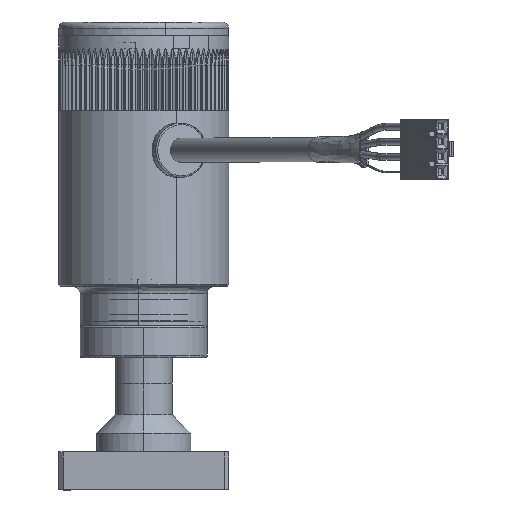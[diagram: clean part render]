
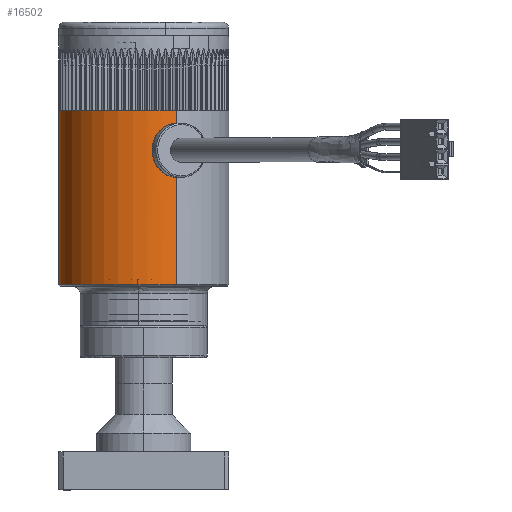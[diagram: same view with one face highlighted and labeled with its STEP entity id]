
A CAD part, top view. The second image highlights one B-rep face of the part: STEP entity #16502.
In plain terms, the highlighted cylindrical face has radius 14.287 mm (diameter 28.575 mm), a partial arc.
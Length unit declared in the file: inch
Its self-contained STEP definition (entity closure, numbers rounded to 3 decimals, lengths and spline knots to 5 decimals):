
#1287 = CARTESIAN_POINT ( 'NONE',  ( 0.17279, 1.4122, 0.53537 ) ) ;
#1531 = CARTESIAN_POINT ( 'NONE',  ( 0.07914, 1.55429, 0.5569 ) ) ;
#1777 = CARTESIAN_POINT ( 'NONE',  ( 0.18105, 1.68046, 0.53264 ) ) ;
#1942 = VECTOR ( 'NONE', #13279, 39.37008 ) ;
#3750 = CYLINDRICAL_SURFACE ( 'NONE', #70449, 0.5625 ) ;
#3934 = CARTESIAN_POINT ( 'NONE',  ( 0.21526, 1.809, 0.51968 ) ) ;
#5074 = ORIENTED_EDGE ( 'NONE', *, *, #35371, .T. ) ;
#5593 = CARTESIAN_POINT ( 'NONE',  ( 0.21526, 0.655, 0.51968 ) ) ;
#6435 = DIRECTION ( 'NONE',  ( 0.383, 0., 0.924 ) ) ;
#7168 = CARTESIAN_POINT ( 'NONE',  ( 0.14874, 1.42353, 0.54253 ) ) ;
#7412 = CARTESIAN_POINT ( 'NONE',  ( 0.08373, 1.58134, 0.55624 ) ) ;
#7655 = CARTESIAN_POINT ( 'NONE',  ( 0.20668, 1.685, 0.52323 ) ) ;
#8447 = VERTEX_POINT ( 'NONE', #72522 ) ;
#10796 = AXIS2_PLACEMENT_3D ( 'NONE', #11259, #51954, #17098 ) ;
#11259 = CARTESIAN_POINT ( 'NONE',  ( 0., 0.655, 0. ) ) ;
#11463 = CIRCLE ( 'NONE', #75286, 0.5625 ) ;
#12761 = CARTESIAN_POINT ( 'NONE',  ( 0.20668, 1.405, 0.52323 ) ) ;
#12978 = VERTEX_POINT ( 'NONE', #5593 ) ;
#13022 = CARTESIAN_POINT ( 'NONE',  ( 0.12684, 1.43956, 0.54805 ) ) ;
#13273 = CARTESIAN_POINT ( 'NONE',  ( 0.09362, 1.60717, 0.55467 ) ) ;
#13279 = DIRECTION ( 'NONE',  ( 0., -1., 0. ) ) ;
#16502 = ADVANCED_FACE ( 'NONE', ( #53844 ), #3750, .T. ) ;
#17036 = VERTEX_POINT ( 'NONE', #18034 ) ;
#17098 = DIRECTION ( 'NONE',  ( 0.383, 0., 0.924 ) ) ;
#18034 = CARTESIAN_POINT ( 'NONE',  ( -0.21526, 1.809, -0.51968 ) ) ;
#18106 = B_SPLINE_CURVE_WITH_KNOTS ( 'NONE', 3,
 ( #18595, #12761, #71056, #36122, #1287, #41951, #7168, #47857, #13022, #53730, #18851, #59558, #24703, #65436, #30548, #71313, #36367, #1531, #42212, #7412, #48096, #13273, #53982, #19079, #59802, #24943, #65677, #30783, #71560, #36624, #1777, #42464, #7655, #48333 ),
 .UNSPECIFIED., .F., .F.,
 ( 4, 2, 2, 2, 2, 2, 2, 2, 2, 2, 2, 2, 2, 2, 2, 2, 4 ),
 ( 0., 0.0007, 0.00139, 0.00209, 0.00279, 0.00349, 0.00418, 0.00488, 0.00558, 0.00627, 0.00697, 0.00767, 0.00837, 0.00906, 0.00976, 0.01046, 0.01115 ),
 .UNSPECIFIED. ) ;
#18595 = CARTESIAN_POINT ( 'NONE',  ( 0.21526, 1.405, 0.51968 ) ) ;
#18851 = CARTESIAN_POINT ( 'NONE',  ( 0.1083, 1.45943, 0.552 ) ) ;
#19079 = CARTESIAN_POINT ( 'NONE',  ( 0.10816, 1.63038, 0.55203 ) ) ;
#19090 = CARTESIAN_POINT ( 'NONE',  ( -0.21526, 1.809, -0.51968 ) ) ;
#20521 = VERTEX_POINT ( 'NONE', #43146 ) ;
#23063 = EDGE_LOOP ( 'NONE', ( #71965, #5074, #23770, #23418, #52900, #70686 ) ) ;
#23418 = ORIENTED_EDGE ( 'NONE', *, *, #74033, .F. ) ;
#23770 = ORIENTED_EDGE ( 'NONE', *, *, #42603, .T. ) ;
#24703 = CARTESIAN_POINT ( 'NONE',  ( 0.09364, 1.48278, 0.55466 ) ) ;
#24943 = CARTESIAN_POINT ( 'NONE',  ( 0.12679, 1.65039, 0.54806 ) ) ;
#29874 = VECTOR ( 'NONE', #38733, 39.37008 ) ;
#30548 = CARTESIAN_POINT ( 'NONE',  ( 0.08378, 1.50844, 0.55623 ) ) ;
#30783 = CARTESIAN_POINT ( 'NONE',  ( 0.14864, 1.66641, 0.54256 ) ) ;
#31410 = CIRCLE ( 'NONE', #10796, 0.5625 ) ;
#32025 = DIRECTION ( 'NONE',  ( 0., -1., 0. ) ) ;
#33805 = VERTEX_POINT ( 'NONE', #40636 ) ;
#35371 = EDGE_CURVE ( 'NONE', #17036, #40402, #48377, .T. ) ;
#36122 = CARTESIAN_POINT ( 'NONE',  ( 0.18127, 1.40949, 0.53257 ) ) ;
#36367 = CARTESIAN_POINT ( 'NONE',  ( 0.07914, 1.53572, 0.5569 ) ) ;
#36624 = CARTESIAN_POINT ( 'NONE',  ( 0.17263, 1.67775, 0.53542 ) ) ;
#38733 = DIRECTION ( 'NONE',  ( 0., -1., 0. ) ) ;
#40402 = VERTEX_POINT ( 'NONE', #71125 ) ;
#40636 = CARTESIAN_POINT ( 'NONE',  ( 0.21526, 1.809, 0.51968 ) ) ;
#41951 = CARTESIAN_POINT ( 'NONE',  ( 0.15652, 1.41923, 0.54035 ) ) ;
#42212 = CARTESIAN_POINT ( 'NONE',  ( 0.08008, 1.56341, 0.55677 ) ) ;
#42464 = CARTESIAN_POINT ( 'NONE',  ( 0.19812, 1.68409, 0.52653 ) ) ;
#42603 = EDGE_CURVE ( 'NONE', #40402, #12978, #31410, .T. ) ;
#43146 = CARTESIAN_POINT ( 'NONE',  ( 0.21526, 1.685, 0.51968 ) ) ;
#44288 = CARTESIAN_POINT ( 'NONE',  ( 0.21526, 1.809, 0.51968 ) ) ;
#44543 = DIRECTION ( 'NONE',  ( 0., -1., 0. ) ) ;
#45324 = LINE ( 'NONE', #3934, #29874 ) ;
#47340 = EDGE_CURVE ( 'NONE', #33805, #20521, #65805, .T. ) ;
#47857 = CARTESIAN_POINT ( 'NONE',  ( 0.1339, 1.43368, 0.54638 ) ) ;
#48096 = CARTESIAN_POINT ( 'NONE',  ( 0.08648, 1.59024, 0.55582 ) ) ;
#48333 = CARTESIAN_POINT ( 'NONE',  ( 0.21526, 1.685, 0.51968 ) ) ;
#48377 = LINE ( 'NONE', #19090, #1942 ) ;
#50295 = VECTOR ( 'NONE', #44543, 39.37008 ) ;
#51954 = DIRECTION ( 'NONE',  ( 0., 1., 0. ) ) ;
#52900 = ORIENTED_EDGE ( 'NONE', *, *, #65061, .T. ) ;
#52994 = DIRECTION ( 'NONE',  ( 0., -1., 0. ) ) ;
#53730 = CARTESIAN_POINT ( 'NONE',  ( 0.11408, 1.45241, 0.55085 ) ) ;
#53844 = FACE_OUTER_BOUND ( 'NONE', #23063, .T. ) ;
#53982 = CARTESIAN_POINT ( 'NONE',  ( 0.09796, 1.61519, 0.55393 ) ) ;
#56188 = EDGE_CURVE ( 'NONE', #33805, #17036, #11463, .T. ) ;
#58849 = CARTESIAN_POINT ( 'NONE',  ( 0., 1.809, 0. ) ) ;
#59558 = CARTESIAN_POINT ( 'NONE',  ( 0.09802, 1.4747, 0.55392 ) ) ;
#59802 = CARTESIAN_POINT ( 'NONE',  ( 0.11404, 1.63754, 0.55086 ) ) ;
#65061 = EDGE_CURVE ( 'NONE', #8447, #20521, #18106, .T. ) ;
#65436 = CARTESIAN_POINT ( 'NONE',  ( 0.08654, 1.4996, 0.55581 ) ) ;
#65677 = CARTESIAN_POINT ( 'NONE',  ( 0.13371, 1.65618, 0.54643 ) ) ;
#65805 = LINE ( 'NONE', #44288, #50295 ) ;
#66901 = CARTESIAN_POINT ( 'NONE',  ( 0., 1.809, 0. ) ) ;
#70449 = AXIS2_PLACEMENT_3D ( 'NONE', #58849, #52994, #6435 ) ;
#70686 = ORIENTED_EDGE ( 'NONE', *, *, #47340, .F. ) ;
#71056 = CARTESIAN_POINT ( 'NONE',  ( 0.19817, 1.40591, 0.52651 ) ) ;
#71125 = CARTESIAN_POINT ( 'NONE',  ( -0.21526, 0.655, -0.51968 ) ) ;
#71313 = CARTESIAN_POINT ( 'NONE',  ( 0.08008, 1.52655, 0.55677 ) ) ;
#71560 = CARTESIAN_POINT ( 'NONE',  ( 0.15648, 1.67074, 0.54036 ) ) ;
#71965 = ORIENTED_EDGE ( 'NONE', *, *, #56188, .T. ) ;
#72522 = CARTESIAN_POINT ( 'NONE',  ( 0.21526, 1.405, 0.51968 ) ) ;
#72817 = DIRECTION ( 'NONE',  ( 0.383, 0., 0.924 ) ) ;
#74033 = EDGE_CURVE ( 'NONE', #8447, #12978, #45324, .T. ) ;
#75286 = AXIS2_PLACEMENT_3D ( 'NONE', #66901, #32025, #72817 ) ;
